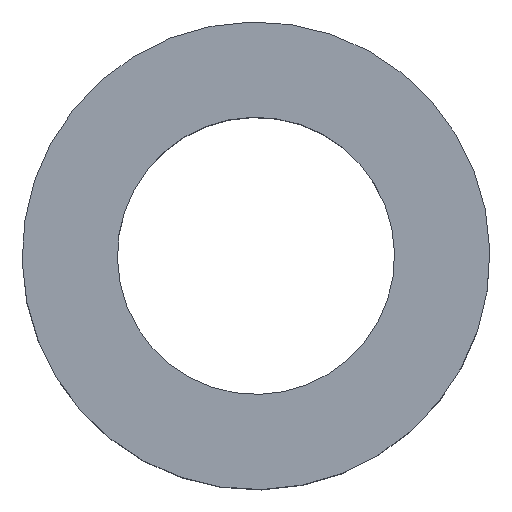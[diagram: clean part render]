
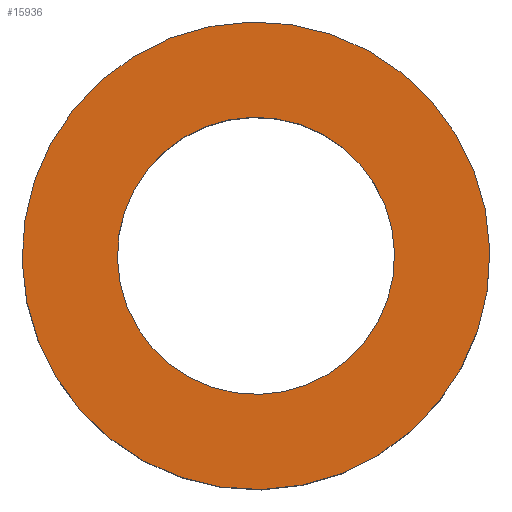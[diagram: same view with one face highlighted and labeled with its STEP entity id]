
A CAD part, top view. The second image highlights one B-rep face of the part: STEP entity #15936.
In plain terms, the highlighted planar face has unit normal (0, 0, 1).
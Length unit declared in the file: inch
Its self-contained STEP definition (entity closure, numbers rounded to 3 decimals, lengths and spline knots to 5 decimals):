
#5132=AXIS2_PLACEMENT_3D('Circle Axis2P3D',#5130,#5131,$) ;
#5151=AXIS2_PLACEMENT_3D('Circle Axis2P3D',#5149,#5150,$) ;
#15912=AXIS2_PLACEMENT_3D('Plane Axis2P3D',#15909,#15910,#15911) ;
#15920=AXIS2_PLACEMENT_3D('Circle Axis2P3D',#15918,#15919,$) ;
#15929=AXIS2_PLACEMENT_3D('Circle Axis2P3D',#15927,#15928,$) ;
#5127=CARTESIAN_POINT('Vertex',(8.09031,14.80921,15.75)) ;
#5130=CARTESIAN_POINT('Axis2P3D Location',(0.,0.,15.75)) ;
#5134=CARTESIAN_POINT('Vertex',(-8.09031,-14.80921,15.75)) ;
#5149=CARTESIAN_POINT('Axis2P3D Location',(0.,0.,15.75)) ;
#15909=CARTESIAN_POINT('Axis2P3D Location',(0.,16.875,15.75)) ;
#15918=CARTESIAN_POINT('Axis2P3D Location',(0.,0.,15.75)) ;
#15922=CARTESIAN_POINT('Vertex',(-4.79426,-8.77583,15.75)) ;
#15924=CARTESIAN_POINT('Vertex',(4.79426,8.77583,15.75)) ;
#15927=CARTESIAN_POINT('Axis2P3D Location',(0.,0.,15.75)) ;
#5131=DIRECTION('Axis2P3D Direction',(0.,0.,-0.039)) ;
#5150=DIRECTION('Axis2P3D Direction',(0.,0.,-0.039)) ;
#15910=DIRECTION('Axis2P3D Direction',(0.,0.,-0.039)) ;
#15911=DIRECTION('Axis2P3D XDirection',(0.039,0.,0.)) ;
#15919=DIRECTION('Axis2P3D Direction',(0.,0.,-0.039)) ;
#15928=DIRECTION('Axis2P3D Direction',(0.,0.,-0.039)) ;
#15915=ORIENTED_EDGE('',*,*,#5136,.F.) ;
#15916=ORIENTED_EDGE('',*,*,#5153,.F.) ;
#15933=ORIENTED_EDGE('',*,*,#15926,.T.) ;
#15934=ORIENTED_EDGE('',*,*,#15931,.T.) ;
#15935=FACE_BOUND('',#15932,.T.) ;
#15936=ADVANCED_FACE('PartBody',(#15917,#15935),#15913,.F.) ;
#5133=CIRCLE('generated circle',#5132,16.875) ;
#5152=CIRCLE('generated circle',#5151,16.875) ;
#15921=CIRCLE('generated circle',#15920,10.) ;
#15930=CIRCLE('generated circle',#15929,10.) ;
#5136=EDGE_CURVE('',#5128,#5135,#5133,.T.) ;
#5153=EDGE_CURVE('',#5135,#5128,#5152,.T.) ;
#15926=EDGE_CURVE('',#15923,#15925,#15921,.T.) ;
#15931=EDGE_CURVE('',#15925,#15923,#15930,.T.) ;
#15914=EDGE_LOOP('',(#15915,#15916)) ;
#15932=EDGE_LOOP('',(#15933,#15934)) ;
#15917=FACE_OUTER_BOUND('',#15914,.T.) ;
#15913=PLANE('',#15912) ;
#5128=VERTEX_POINT('',#5127) ;
#5135=VERTEX_POINT('',#5134) ;
#15923=VERTEX_POINT('',#15922) ;
#15925=VERTEX_POINT('',#15924) ;
